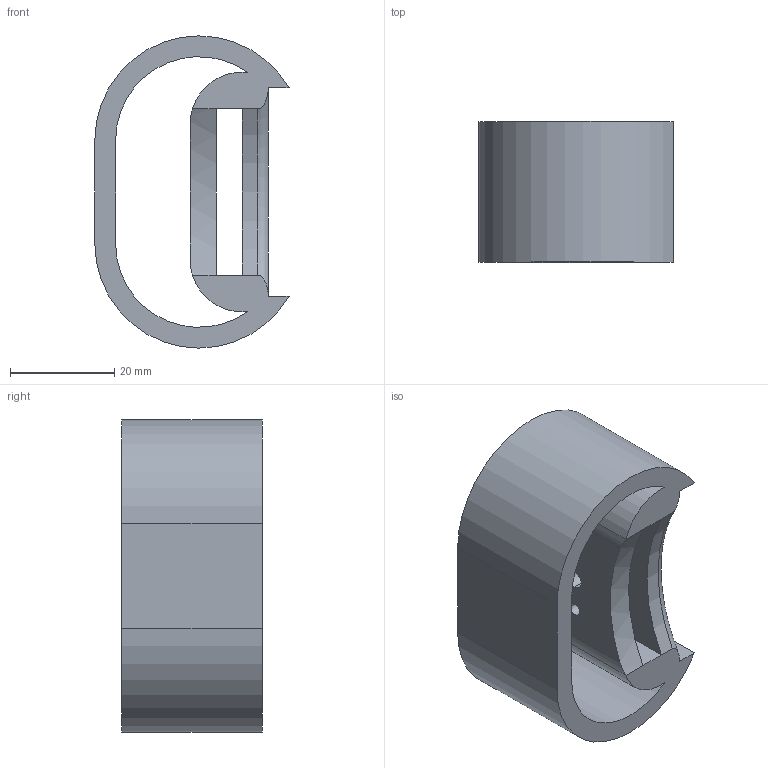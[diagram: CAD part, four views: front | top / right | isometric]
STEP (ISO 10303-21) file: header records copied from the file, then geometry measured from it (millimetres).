
FILE_DESCRIPTION(('STEP AP214'),'1');
FILE_NAME('support.stp','2019-10-22T07:50:23',(' '),(' '),'Spatial InterOp 3D',' ',' ');
FILE_SCHEMA(('AUTOMOTIVE_DESIGN { 1 0 10303 214 1 1 1 1 }'));
Length unit declared in the file: millimetre
Products named in the file (1): Corps1
Bounding box: 37.32 x 27 x 60 mm (x, y, z)
Volume: 22352.3 mm3; surface area: 12132.1 mm2
Topology: 1 solids, 3 shells, 48 faces, 128 edges, 80 vertices
Faces by surface type: cylinder 32, plane 14, torus 2
Entity records: 2087 total; most frequent: CARTESIAN_POINT 391, DIRECTION 284, ORIENTED_EDGE 248, EDGE_CURVE 128, AXIS2_PLACEMENT_3D 113, VERTEX_POINT 80, EDGE_LOOP 62, CIRCLE 62
